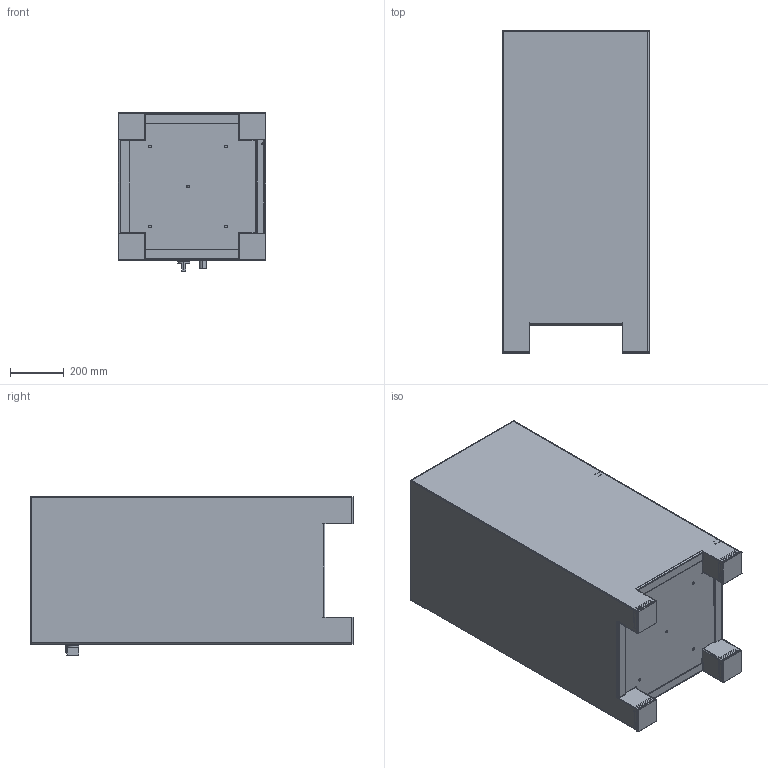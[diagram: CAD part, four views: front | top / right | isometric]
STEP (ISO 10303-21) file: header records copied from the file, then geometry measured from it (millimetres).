
FILE_DESCRIPTION (( 'STEP AP203' ), '1' );
FILE_NAME ('BRANN- VBA4.STEP', '2019-04-08T07:28:01', ( '' ), ( '' ), 'SwSTEP 2.0', 'SolidWorks 2018', '' );
FILE_SCHEMA (( 'CONFIG_CONTROL_DESIGN' ));
Length unit declared in the file: millimetre
Products named in the file (24): BRANN- VBA4 Door; BRANN- VBA4 side door; BRANN-  VBA4 door pen; BRANN- VBA4 leg; Magnetic lock 2; BRANN- VBA4 top plate; BRANN- VBA4 door base; BRANN- VBA4 side bediening; BRANN- VBA4  PA 6x8x10x10x2 DIN1494; BRANN- VBA4 bottom; BRANN- VBA4 side door 3; prevailing torque nut style 1 insert_din_DIN EN ISO 7040 - M6 - N; BRANN- VBA4 reinforcement; BRANN- VBA4 top; BRANN- VBA4 side door 2; BURNI Gas unit; BRANN- VBA4; socket countersunk head screw_din_DIN 7991 - M3 x 8 --- 4.8N; BRANN- VBA4 door strip 1; BRANN- VBA4 connection bediening; BURNI Regulator; BRANN- VBA4 base; BRANN- VBA4 magnetic plate; BRANN- VBA4 Plastic feet 100x100
Assembly tree (36 placements, depth 3):
  BRANN- VBA4
    BRANN- VBA4 base
      BRANN- VBA4 top
      BRANN- VBA4 leg  x4
      BRANN- VBA4 side bediening
      BRANN- VBA4 connection bediening  x2
      BRANN- VBA4 side door
      BRANN- VBA4 top plate
      BRANN- VBA4 reinforcement  x2
      BRANN- VBA4  PA 6x8x10x10x2 DIN1494  x3
      Magnetic lock 2
      socket countersunk head screw_din_DIN 7991 - M3 x 8 --- 4.8N  x2
      BRANN- VBA4 bottom
      BRANN- VBA4 side door 2
      BRANN- VBA4 side door 3
    BRANN- VBA4 Door
      BRANN- VBA4 door base
      BRANN- VBA4  PA 6x8x10x10x2 DIN1494  x2
      BRANN- VBA4 magnetic plate
      BRANN- VBA4 door strip 1
    BRANN- VBA4 Plastic feet 100x100  x4
    BURNI Gas unit
    BURNI Regulator
    BRANN-  VBA4 door pen
    prevailing torque nut style 1 insert_din_DIN EN ISO 7040 - M6 - N
Bounding box: 550 x 1206 x 591 mm (x, y, z)
Volume: 11025189.2 mm3; surface area: 7489104.9 mm2
Topology: 34 solids, 34 shells, 1298 faces, 3208 edges, 1998 vertices
Faces by surface type: plane 724, cylinder 438, bspline 70, cone 34, sphere 20, torus 12
Entity records: 31247 total; most frequent: CARTESIAN_POINT 9551, ORIENTED_EDGE 3948, DIRECTION 3754, EDGE_CURVE 1974, VECTOR 1310, LINE 1310, VERTEX_POINT 1227, AXIS2_PLACEMENT_3D 1222
